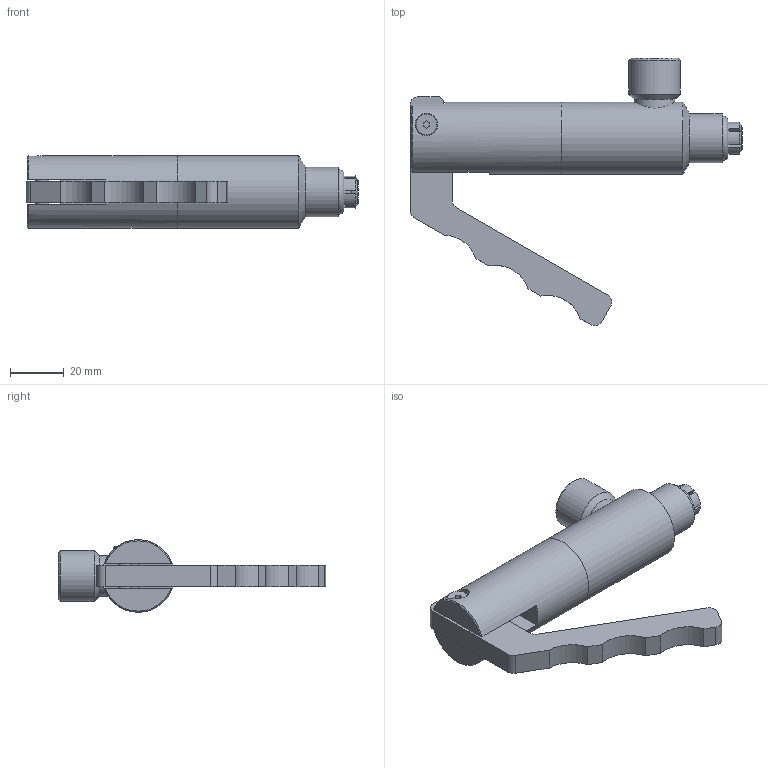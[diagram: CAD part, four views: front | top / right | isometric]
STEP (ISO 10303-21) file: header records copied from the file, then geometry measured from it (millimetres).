
FILE_DESCRIPTION(/* description */ (''),/* implementation_level */ '2;1');
FILE_NAME(/* name */ 'FNLR128D041.stp',/* time_stamp */ '2020-08-20T12:54:22-05:00',/* author */ ('scott.gulden'),/* organization */ ('FasTest,Inc.'),/* preprocessor_version */ 'ST-DEVELOPER v17.2',/* originating_system */ 'Autodesk Inventor 2019',/* authorisation */ '');
FILE_SCHEMA (('AUTOMOTIVE_DESIGN { 1 0 10303 214 3 1 1 }'));
Length unit declared in the file: inch
Products named in the file (1): FNLR128D041
Bounding box: 123.47 x 99.44 x 26.92 mm (x, y, z)
Volume: 71720.3 mm3; surface area: 19579 mm2
Topology: 3 solids, 3 shells, 155 faces, 414 edges, 281 vertices
Faces by surface type: plane 100, cylinder 34, cone 18, torus 3
Full cylindrical faces by diameter (mm): 4.826 x2, 4.978 x1, 8.157 x1, 8.331 x1, 10.033 x2, 10.719 x1, 15.189 x1, 18.313 x1, 19.05 x1, 24.943 x1, 26.924 x2
Entity records: 5065 total; most frequent: CARTESIAN_POINT 1134, ORIENTED_EDGE 826, DIRECTION 802, EDGE_CURVE 413, AXIS2_PLACEMENT_3D 297, VERTEX_POINT 281, LINE 208, VECTOR 208
